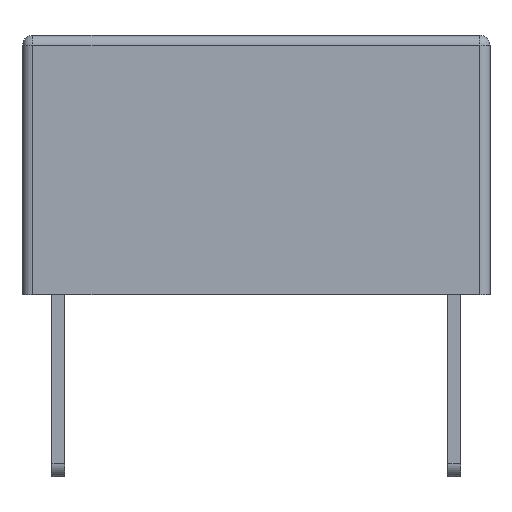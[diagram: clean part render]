
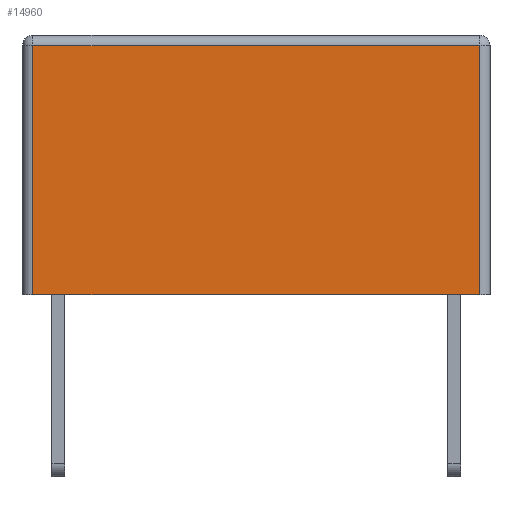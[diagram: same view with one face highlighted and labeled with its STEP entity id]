
A CAD part, left-side view. The second image highlights one B-rep face of the part: STEP entity #14960.
In plain terms, the highlighted planar face has unit normal (-1, 0, 0).
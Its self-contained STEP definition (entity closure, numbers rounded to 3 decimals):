
#482 = VERTEX_POINT ( 'NONE', #9856 ) ;
#1220 = EDGE_LOOP ( 'NONE', ( #9170, #14764, #1993, #22374 ) ) ;
#1776 = AXIS2_PLACEMENT_3D ( 'NONE', #7549, #16390, #21904 ) ;
#1993 = ORIENTED_EDGE ( 'NONE', *, *, #21340, .T. ) ;
#2247 = VECTOR ( 'NONE', #17635, 1000. ) ;
#2574 = CARTESIAN_POINT ( 'NONE',  ( -7., -4.3, 5. ) ) ;
#3495 = CARTESIAN_POINT ( 'NONE',  ( -7., 4.3, 5. ) ) ;
#3616 = CARTESIAN_POINT ( 'NONE',  ( -7., -4.5, 4.8 ) ) ;
#3800 = VERTEX_POINT ( 'NONE', #19943 ) ;
#3981 = EDGE_CURVE ( 'NONE', #16356, #482, #22752, .T. ) ;
#6428 = LINE ( 'NONE', #2574, #8213 ) ;
#6765 = DIRECTION ( 'NONE',  ( 0., 0., -1. ) ) ;
#7377 = CARTESIAN_POINT ( 'NONE',  ( -7., -4.5, 0. ) ) ;
#7549 = CARTESIAN_POINT ( 'NONE',  ( -7., -4.5, 5. ) ) ;
#7783 = CARTESIAN_POINT ( 'NONE',  ( -7., 4.3, 4.8 ) ) ;
#7924 = DIRECTION ( 'NONE',  ( 0., 0., 1. ) ) ;
#7934 = VECTOR ( 'NONE', #6765, 1000. ) ;
#8213 = VECTOR ( 'NONE', #7924, 1000. ) ;
#9170 = ORIENTED_EDGE ( 'NONE', *, *, #10965, .T. ) ;
#9409 = FACE_OUTER_BOUND ( 'NONE', #1220, .T. ) ;
#9518 = PLANE ( 'NONE',  #1776 ) ;
#9856 = CARTESIAN_POINT ( 'NONE',  ( -7., 4.3, 0. ) ) ;
#10965 = EDGE_CURVE ( 'NONE', #482, #21574, #12266, .T. ) ;
#12266 = LINE ( 'NONE', #7377, #2247 ) ;
#14556 = VECTOR ( 'NONE', #19911, 1000. ) ;
#14764 = ORIENTED_EDGE ( 'NONE', *, *, #21207, .T. ) ;
#14960 = ADVANCED_FACE ( 'NONE', ( #9409 ), #9518, .F. ) ;
#16356 = VERTEX_POINT ( 'NONE', #7783 ) ;
#16390 = DIRECTION ( 'NONE',  ( 1., 0., 0. ) ) ;
#17635 = DIRECTION ( 'NONE',  ( 0., -1., 0. ) ) ;
#19511 = CARTESIAN_POINT ( 'NONE',  ( -7., -4.3, 0. ) ) ;
#19565 = LINE ( 'NONE', #3616, #14556 ) ;
#19911 = DIRECTION ( 'NONE',  ( 0., 1., 0. ) ) ;
#19943 = CARTESIAN_POINT ( 'NONE',  ( -7., -4.3, 4.8 ) ) ;
#21207 = EDGE_CURVE ( 'NONE', #21574, #3800, #6428, .T. ) ;
#21340 = EDGE_CURVE ( 'NONE', #3800, #16356, #19565, .T. ) ;
#21574 = VERTEX_POINT ( 'NONE', #19511 ) ;
#21904 = DIRECTION ( 'NONE',  ( 0., 0., -1. ) ) ;
#22374 = ORIENTED_EDGE ( 'NONE', *, *, #3981, .T. ) ;
#22752 = LINE ( 'NONE', #3495, #7934 ) ;
